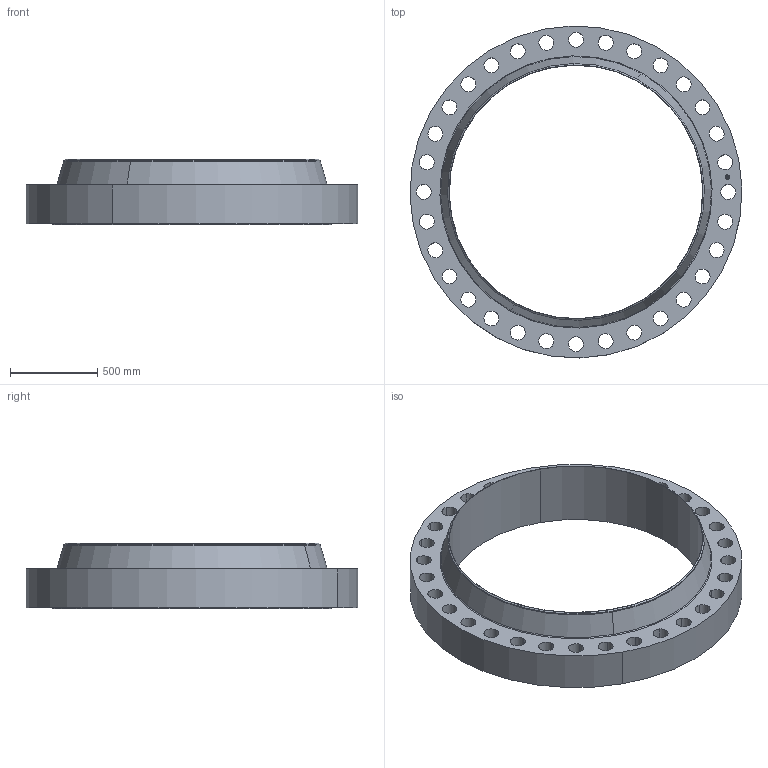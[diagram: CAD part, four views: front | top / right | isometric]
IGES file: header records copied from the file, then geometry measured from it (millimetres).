
Start section: START RECORD GO HERE.
Global section: file name: 58-600-WELD-NECK-RF-STD-A-FLANGE.igs; native system: DASSAULT SYSTEMES CATIA V5 R20 - www.3ds.com; preprocessor: CATIA Version 5 Release 20 SP 6 ; author: Texas Flange; organization: ; date: 20130322.235935; units: inch
Bounding box: 1904.47 x 1904.47 x 376.17 mm (x, y, z)
Volume: 244431650.9 mm3; surface area: 7520555.1 mm2
Topology: 1 solids, 1 shells, 467 faces, 1332 edges, 886 vertices
Faces by surface type: plane 369, revolution 98
